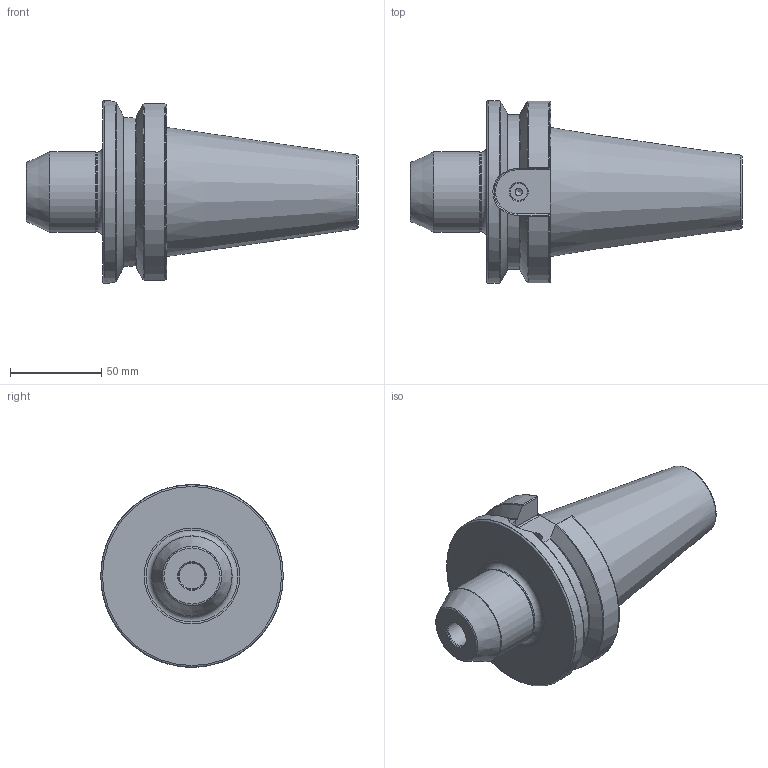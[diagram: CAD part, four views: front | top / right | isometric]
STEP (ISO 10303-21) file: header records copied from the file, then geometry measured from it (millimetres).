
FILE_DESCRIPTION(/* description */ (''),/* implementation_level */ '2;1');
FILE_NAME(/* name */ 'ABT50-EM-14-080.stp',/* time_stamp */ '2024-12-11T10:12:51+03:00',/* author */ (''),/* organization */ (''),/* preprocessor_version */ 'ST-DEVELOPER v19.4',/* originating_system */ 'SIEMENS PLM Software NX2306.3001',/* authorisation */ '');
FILE_SCHEMA (('AP203_CONFIGURATION_CONTROLLED_3D_DESIGN_OF_MECHANICAL_PARTS_AND_ASSEMBLIES_MIM_LF { 1 0 10303 403 2 1 2}'));
Length unit declared in the file: millimetre
Products named in the file (1): ABT50-EM-14-080-light
Bounding box: 181.8 x 100 x 100 mm (x, y, z)
Volume: 545636 mm3; surface area: 51710 mm2
Topology: 1 solids, 1 shells, 83 faces, 208 edges, 131 vertices
Faces by surface type: plane 24, cylinder 20, cone 19, torus 18, bspline 2
Full cylindrical faces by diameter (mm): 4 x1, 10 x1, 14 x1, 43.8 x1, 44 x1, 100 x1
Entity records: 2794 total; most frequent: CARTESIAN_POINT 920, DIRECTION 360, ORIENTED_EDGE 354, EDGE_CURVE 177, AXIS2_PLACEMENT_3D 153, VERTEX_POINT 126, EDGE_LOOP 112, ADVANCED_FACE 83
